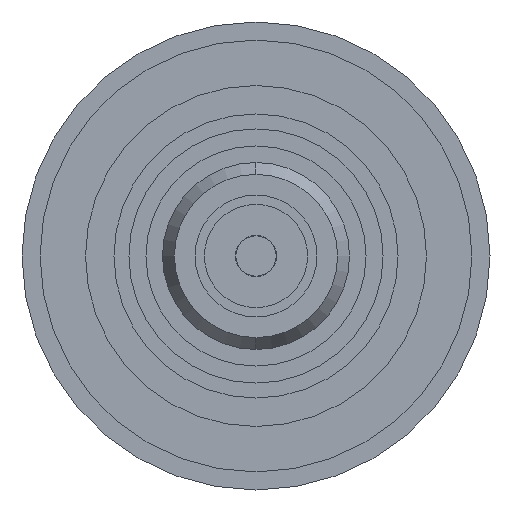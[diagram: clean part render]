
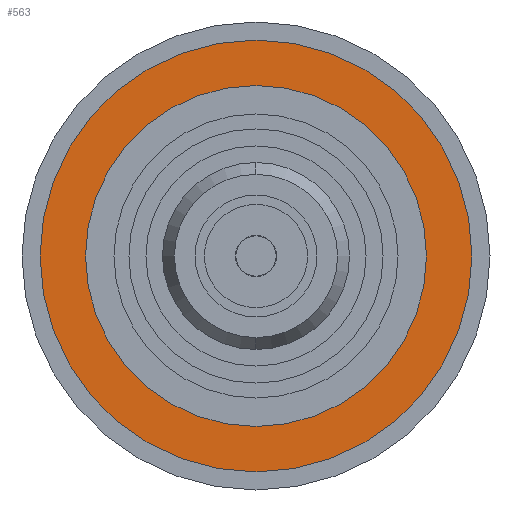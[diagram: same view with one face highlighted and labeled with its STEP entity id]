
A CAD part, left-side view. The second image highlights one B-rep face of the part: STEP entity #563.
In plain terms, the highlighted planar face has unit normal (-1, 0, 0).
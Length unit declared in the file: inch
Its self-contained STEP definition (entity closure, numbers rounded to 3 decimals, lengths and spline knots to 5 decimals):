
#245 = VERTEX_POINT ( 'NONE', #1212 ) ;
#246 = EDGE_CURVE ( 'NONE', #247, #245, #1067, .T. ) ;
#247 = VERTEX_POINT ( 'NONE', #1213 ) ;
#254 = VERTEX_POINT ( 'NONE', #1192 ) ;
#316 = EDGE_CURVE ( 'NONE', #318, #254, #1166, .T. ) ;
#318 = VERTEX_POINT ( 'NONE', #1230 ) ;
#458 = ORIENTED_EDGE ( 'NONE', *, *, #246, .F. ) ;
#460 = ORIENTED_EDGE ( 'NONE', *, *, #464, .F. ) ;
#463 = ORIENTED_EDGE ( 'NONE', *, *, #316, .T. ) ;
#464 = EDGE_CURVE ( 'NONE', #245, #247, #1446, .T. ) ;
#524 = EDGE_LOOP ( 'NONE', ( #525, #463 ) ) ;
#525 = ORIENTED_EDGE ( 'NONE', *, *, #605, .T. ) ;
#526 = EDGE_LOOP ( 'NONE', ( #460, #458 ) ) ;
#563 = ADVANCED_FACE ( 'NONE', ( #1589, #1588 ), #1585, .F. ) ;
#605 = EDGE_CURVE ( 'NONE', #254, #318, #1629, .T. ) ;
#1067 = CIRCLE ( 'NONE', #1211, 0.209 ) ;
#1166 = CIRCLE ( 'NONE', #1243, 0.165 ) ;
#1192 = CARTESIAN_POINT ( 'NONE',  ( 0.16, 0., 0.165 ) ) ;
#1208 = DIRECTION ( 'NONE',  ( 0., 0., -1. ) ) ;
#1209 = DIRECTION ( 'NONE',  ( 1., 0., 0. ) ) ;
#1210 = CARTESIAN_POINT ( 'NONE',  ( 0.16, 0., 0. ) ) ;
#1211 = AXIS2_PLACEMENT_3D ( 'NONE', #1210, #1209, #1208 ) ;
#1212 = CARTESIAN_POINT ( 'NONE',  ( 0.16, 0., 0.209 ) ) ;
#1213 = CARTESIAN_POINT ( 'NONE',  ( 0.16, 0., -0.209 ) ) ;
#1222 = DIRECTION ( 'NONE',  ( 0., 0., -1. ) ) ;
#1223 = DIRECTION ( 'NONE',  ( 1., 0., 0. ) ) ;
#1230 = CARTESIAN_POINT ( 'NONE',  ( 0.16, 0., -0.165 ) ) ;
#1235 = CARTESIAN_POINT ( 'NONE',  ( 0.16, 0., 0. ) ) ;
#1243 = AXIS2_PLACEMENT_3D ( 'NONE', #1235, #1223, #1222 ) ;
#1396 = DIRECTION ( 'NONE',  ( 0., 0., -1. ) ) ;
#1397 = DIRECTION ( 'NONE',  ( 1., 0., 0. ) ) ;
#1398 = CARTESIAN_POINT ( 'NONE',  ( 0.16, 0., 0. ) ) ;
#1408 = AXIS2_PLACEMENT_3D ( 'NONE', #1398, #1397, #1396 ) ;
#1446 = CIRCLE ( 'NONE', #1408, 0.209 ) ;
#1581 = DIRECTION ( 'NONE',  ( 0., 0., -1. ) ) ;
#1582 = DIRECTION ( 'NONE',  ( 1., 0., 0. ) ) ;
#1583 = CARTESIAN_POINT ( 'NONE',  ( 0.16, 0., 0. ) ) ;
#1584 = AXIS2_PLACEMENT_3D ( 'NONE', #1583, #1582, #1581 ) ;
#1585 = PLANE ( 'NONE',  #1584 ) ;
#1588 = FACE_BOUND ( 'NONE', #524, .T. ) ;
#1589 = FACE_OUTER_BOUND ( 'NONE', #526, .T. ) ;
#1623 = DIRECTION ( 'NONE',  ( 0., 0., -1. ) ) ;
#1624 = DIRECTION ( 'NONE',  ( 1., 0., 0. ) ) ;
#1625 = CARTESIAN_POINT ( 'NONE',  ( 0.16, 0., 0. ) ) ;
#1626 = AXIS2_PLACEMENT_3D ( 'NONE', #1625, #1624, #1623 ) ;
#1629 = CIRCLE ( 'NONE', #1626, 0.165 ) ;
